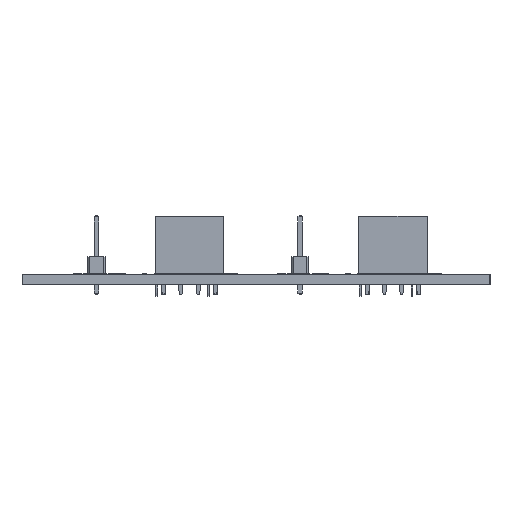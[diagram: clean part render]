
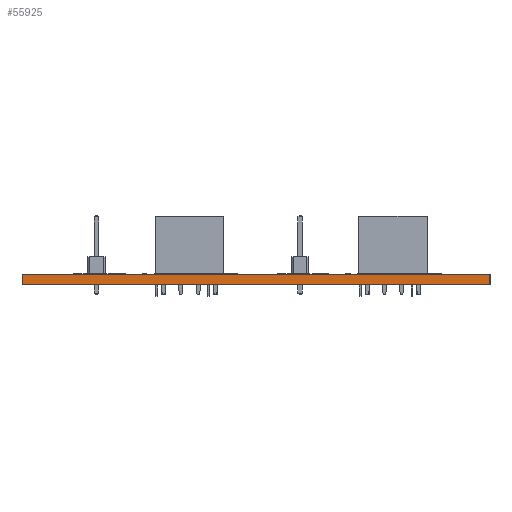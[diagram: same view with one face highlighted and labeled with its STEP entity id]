
A CAD part, front view. The second image highlights one B-rep face of the part: STEP entity #55925.
In plain terms, the highlighted planar face has unit normal (0, -1, 0).
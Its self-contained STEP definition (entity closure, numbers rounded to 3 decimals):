
#55900 = VERTEX_POINT('',#55901);
#55901 = CARTESIAN_POINT('',(68.999,0.,1.51));
#55907 = EDGE_CURVE('',#55908,#55900,#55910,.T.);
#55908 = VERTEX_POINT('',#55909);
#55909 = CARTESIAN_POINT('',(68.999,0.,0.));
#55910 = LINE('',#55911,#55912);
#55911 = CARTESIAN_POINT('',(68.999,0.,0.));
#55912 = VECTOR('',#55913,1.);
#55913 = DIRECTION('',(0.,0.,1.));
#55925 = ADVANCED_FACE('',(#55926),#55951,.T.);
#55926 = FACE_BOUND('',#55927,.T.);
#55927 = EDGE_LOOP('',(#55928,#55929,#55937,#55945));
#55928 = ORIENTED_EDGE('',*,*,#55907,.T.);
#55929 = ORIENTED_EDGE('',*,*,#55930,.T.);
#55930 = EDGE_CURVE('',#55900,#55931,#55933,.T.);
#55931 = VERTEX_POINT('',#55932);
#55932 = CARTESIAN_POINT('',(0.,0.,1.51));
#55933 = LINE('',#55934,#55935);
#55934 = CARTESIAN_POINT('',(68.999,0.,1.51));
#55935 = VECTOR('',#55936,1.);
#55936 = DIRECTION('',(-1.,0.,0.));
#55937 = ORIENTED_EDGE('',*,*,#55938,.F.);
#55938 = EDGE_CURVE('',#55939,#55931,#55941,.T.);
#55939 = VERTEX_POINT('',#55940);
#55940 = CARTESIAN_POINT('',(0.,-0.,0.));
#55941 = LINE('',#55942,#55943);
#55942 = CARTESIAN_POINT('',(0.,-0.,0.));
#55943 = VECTOR('',#55944,1.);
#55944 = DIRECTION('',(0.,0.,1.));
#55945 = ORIENTED_EDGE('',*,*,#55946,.F.);
#55946 = EDGE_CURVE('',#55908,#55939,#55947,.T.);
#55947 = LINE('',#55948,#55949);
#55948 = CARTESIAN_POINT('',(68.999,0.,0.));
#55949 = VECTOR('',#55950,1.);
#55950 = DIRECTION('',(-1.,0.,0.));
#55951 = PLANE('',#55952);
#55952 = AXIS2_PLACEMENT_3D('',#55953,#55954,#55955);
#55953 = CARTESIAN_POINT('',(68.999,0.,0.));
#55954 = DIRECTION('',(0.,-1.,0.));
#55955 = DIRECTION('',(-1.,0.,0.));
